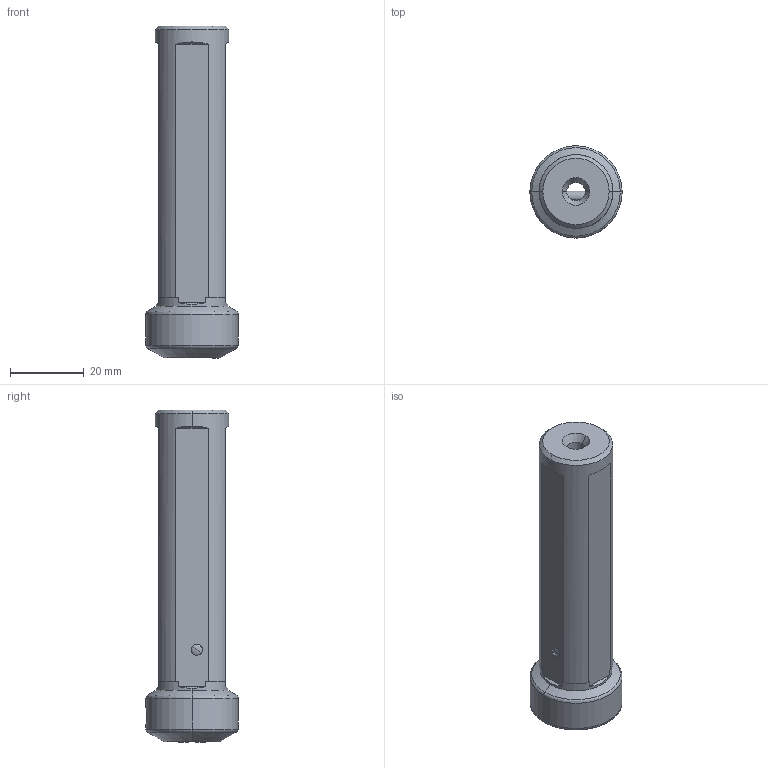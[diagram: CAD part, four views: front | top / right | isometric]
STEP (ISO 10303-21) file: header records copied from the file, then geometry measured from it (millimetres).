
FILE_DESCRIPTION(/* description */ (''),/* implementation_level */ '2;1');
FILE_NAME(/* name */ 'CXS-A20-08_3D2C.stp',/* time_stamp */ '2021-11-12T13:07:45+01:00',/* author */ (''),/* organization */ (''),/* preprocessor_version */ 'ST-DEVELOPER v16.7',/* originating_system */ 'SIEMENS PLM Software NX 12.0',/* authorisation */ '');
FILE_SCHEMA (('AUTOMOTIVE_DESIGN { 1 0 10303 214 3 1 1 1 }'));
Length unit declared in the file: millimetre
Products named in the file (1): CXS-A20-08_3D2C
Bounding box: 25 x 25 x 90 mm (x, y, z)
Volume: 25205.5 mm3; surface area: 8529.6 mm2
Topology: 1 solids, 1 shells, 100 faces, 256 edges, 160 vertices
Faces by surface type: cylinder 50, plane 24, cone 16, torus 6, sphere 4
Entity records: 3379 total; most frequent: CARTESIAN_POINT 876, DIRECTION 556, ORIENTED_EDGE 504, EDGE_CURVE 252, AXIS2_PLACEMENT_3D 228, VERTEX_POINT 160, CIRCLE 124, EDGE_LOOP 110
